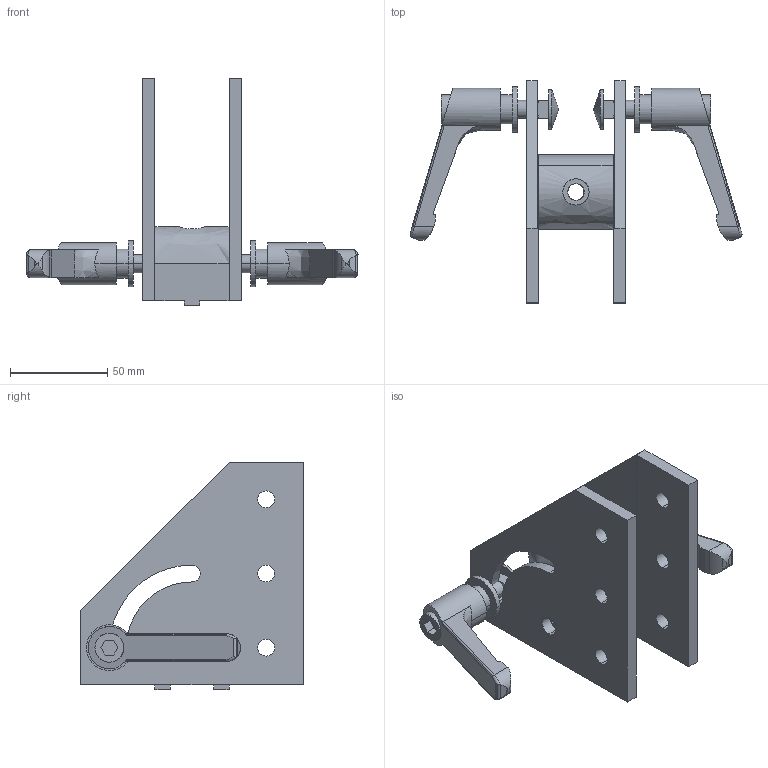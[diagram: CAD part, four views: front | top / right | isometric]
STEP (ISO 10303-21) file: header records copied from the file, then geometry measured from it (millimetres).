
FILE_DESCRIPTION((''),'2;1');
FILE_NAME('15HI8871.stp','2006-03-13T15:33:20',('Shawn Mantel'),('Faztek, LLC'),'Mechanical Desktop 2005','Mechanical Desktop 2005',', , ');
FILE_SCHEMA(('CONFIG_CONTROL_DESIGN'));
Length unit declared in the file: inch
Products named in the file (1): Product
Bounding box: 170.61 x 114.3 x 116.84 mm (x, y, z)
Volume: 201257.6 mm3; surface area: 76514.1 mm2
Topology: 13 solids, 13 shells, 238 faces, 589 edges, 386 vertices
Faces by surface type: bspline 97, cylinder 86, plane 51, cone 4
Entity records: 8814 total; most frequent: CARTESIAN_POINT 3283, ORIENTED_EDGE 1170, DIRECTION 1035, EDGE_CURVE 585, VERTEX_POINT 386, AXIS2_PLACEMENT_3D 376, EDGE_LOOP 289, VECTOR 283
